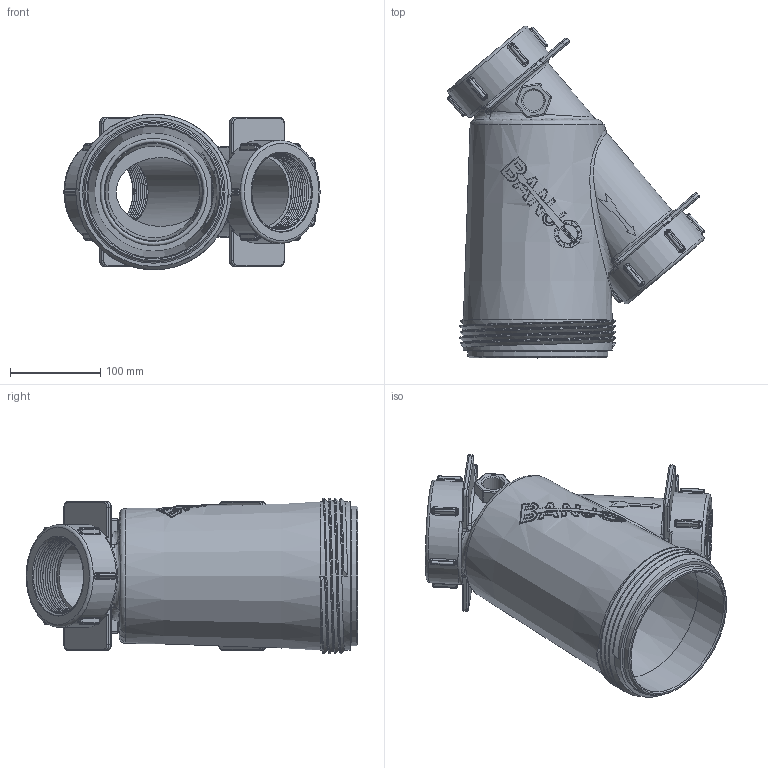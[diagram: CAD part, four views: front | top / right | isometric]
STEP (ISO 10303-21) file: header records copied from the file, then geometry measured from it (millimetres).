
FILE_DESCRIPTION(/* description */ ('3" NPT LINE STRAINER BODY'),/* implementation_level */ '2;1');
FILE_NAME(/* name */ 'MLS300B1.stp',/* time_stamp */ '2023-06-05T09:54:13-04:00',/* author */ ('MJC'),/* organization */ (''),/* preprocessor_version */ 'ST-DEVELOPER v18.1',/* originating_system */ 'Autodesk Inventor 2022',/* authorisation */ '');
FILE_SCHEMA (('AUTOMOTIVE_DESIGN { 1 0 10303 214 3 1 1 }'));
Length unit declared in the file: inch
Products named in the file (1): MLS300B1
Bounding box: 284.44 x 367.85 x 172.66 mm (x, y, z)
Volume: 2111018.6 mm3; surface area: 454578.5 mm2
Topology: 1 solids, 1 shells, 874 faces, 2172 edges, 1323 vertices
Faces by surface type: plane 325, cylinder 294, bspline 124, torus 73, cone 38, sphere 20
Full cylindrical faces by diameter (mm): 23.114 x2, 76.2 x2, 83.82 x18, 109.728 x1, 114.3 x2, 118.872 x1, 146.05 x1, 154.94 x1, 165.1 x3, 172.72 x2
Entity records: 35630 total; most frequent: CARTESIAN_POINT 15248, DIRECTION 4327, ORIENTED_EDGE 4300, EDGE_CURVE 2150, AXIS2_PLACEMENT_3D 1792, VERTEX_POINT 1323, EDGE_LOOP 923, FACE_OUTER_BOUND 874
